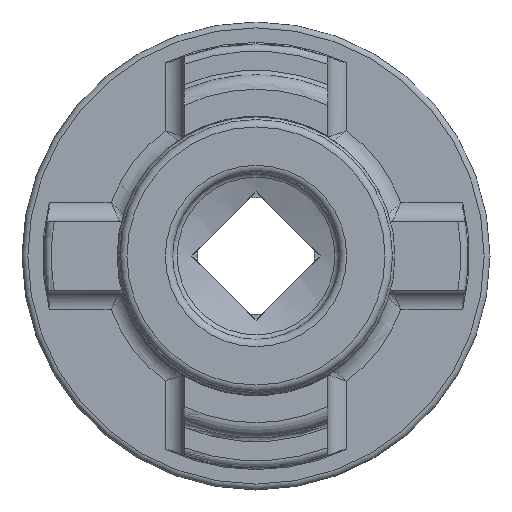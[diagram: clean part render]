
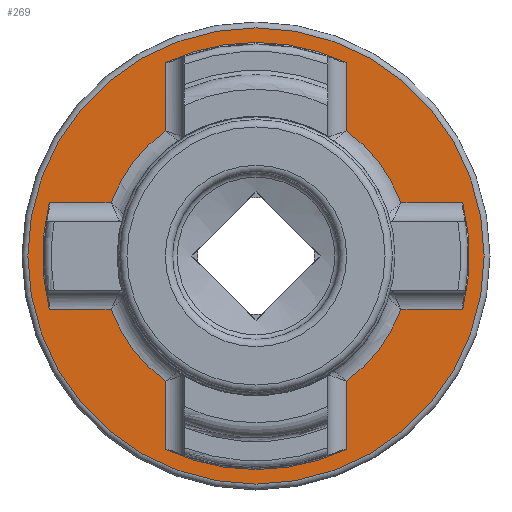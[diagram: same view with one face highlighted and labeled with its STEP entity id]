
A CAD part, left-side view. The second image highlights one B-rep face of the part: STEP entity #269.
In plain terms, the highlighted planar face has unit normal (-1, 0, 0).
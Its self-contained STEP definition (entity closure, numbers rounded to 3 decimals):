
#13 = CARTESIAN_POINT ( 'NONE',  ( 23.8, -6.2, -8.548 ) ) ;
#29 = AXIS2_PLACEMENT_3D ( 'NONE', #5015, #2557, #2970 ) ;
#60 = ORIENTED_EDGE ( 'NONE', *, *, #235, .T. ) ;
#150 = CIRCLE ( 'NONE', #2081, 10.56 ) ;
#186 = DIRECTION ( 'NONE',  ( 0., 1., 0. ) ) ;
#235 = EDGE_CURVE ( 'NONE', #3570, #552, #663, .T. ) ;
#258 = ORIENTED_EDGE ( 'NONE', *, *, #686, .T. ) ;
#264 = ORIENTED_EDGE ( 'NONE', *, *, #1645, .F. ) ;
#269 = ADVANCED_FACE ( 'NONE', ( #4700, #3182 ), #924, .F. ) ;
#356 = DIRECTION ( 'NONE',  ( 1., 0., 0. ) ) ;
#386 = CARTESIAN_POINT ( 'NONE',  ( 23.8, -14.136, 3.65 ) ) ;
#473 = VERTEX_POINT ( 'NONE', #2689 ) ;
#533 = VECTOR ( 'NONE', #2474, 1000. ) ;
#552 = VERTEX_POINT ( 'NONE', #1589 ) ;
#555 = VERTEX_POINT ( 'NONE', #3278 ) ;
#579 = EDGE_CURVE ( 'NONE', #1527, #2876, #2349, .T. ) ;
#610 = AXIS2_PLACEMENT_3D ( 'NONE', #1964, #796, #2398 ) ;
#618 = ORIENTED_EDGE ( 'NONE', *, *, #579, .T. ) ;
#663 = LINE ( 'NONE', #2071, #533 ) ;
#686 = EDGE_CURVE ( 'NONE', #3207, #1405, #150, .T. ) ;
#716 = AXIS2_PLACEMENT_3D ( 'NONE', #2267, #5115, #1894 ) ;
#722 = AXIS2_PLACEMENT_3D ( 'NONE', #1145, #3955, #1554 ) ;
#735 = VERTEX_POINT ( 'NONE', #3857 ) ;
#776 = LINE ( 'NONE', #4778, #2910 ) ;
#796 = DIRECTION ( 'NONE',  ( 1., 0., 0. ) ) ;
#898 = ORIENTED_EDGE ( 'NONE', *, *, #4397, .T. ) ;
#902 = LINE ( 'NONE', #4393, #1837 ) ;
#924 = PLANE ( 'NONE',  #29 ) ;
#946 = DIRECTION ( 'NONE',  ( -1., 0., 0. ) ) ;
#954 = EDGE_CURVE ( 'NONE', #4682, #2138, #902, .T. ) ;
#963 = CARTESIAN_POINT ( 'NONE',  ( 23.8, -8.957, -3.65 ) ) ;
#1002 = CARTESIAN_POINT ( 'NONE',  ( 23.8, 14.136, 3.65 ) ) ;
#1131 = CARTESIAN_POINT ( 'NONE',  ( 23.8, 0., 0. ) ) ;
#1136 = LINE ( 'NONE', #3321, #1648 ) ;
#1145 = CARTESIAN_POINT ( 'NONE',  ( 23.8, 0., 0. ) ) ;
#1219 = VERTEX_POINT ( 'NONE', #3959 ) ;
#1342 = AXIS2_PLACEMENT_3D ( 'NONE', #4090, #2526, #4917 ) ;
#1345 = CARTESIAN_POINT ( 'NONE',  ( 23.8, 6.2, -13.218 ) ) ;
#1405 = VERTEX_POINT ( 'NONE', #13 ) ;
#1454 = DIRECTION ( 'NONE',  ( 1., 0., 0. ) ) ;
#1527 = VERTEX_POINT ( 'NONE', #3692 ) ;
#1554 = DIRECTION ( 'NONE',  ( 0., 0., 1. ) ) ;
#1575 = CIRCLE ( 'NONE', #722, 14.6 ) ;
#1589 = CARTESIAN_POINT ( 'NONE',  ( 23.8, 6.2, -8.548 ) ) ;
#1639 = AXIS2_PLACEMENT_3D ( 'NONE', #1131, #4337, #1879 ) ;
#1645 = EDGE_CURVE ( 'NONE', #3570, #4326, #4908, .T. ) ;
#1648 = VECTOR ( 'NONE', #1733, 1000. ) ;
#1655 = ORIENTED_EDGE ( 'NONE', *, *, #3950, .F. ) ;
#1671 = CARTESIAN_POINT ( 'NONE',  ( 23.8, -6.2, 13.218 ) ) ;
#1733 = DIRECTION ( 'NONE',  ( 0., 0., -1. ) ) ;
#1795 = CARTESIAN_POINT ( 'NONE',  ( 23.8, 9.909, -3.65 ) ) ;
#1837 = VECTOR ( 'NONE', #5205, 1000. ) ;
#1871 = ORIENTED_EDGE ( 'NONE', *, *, #4006, .T. ) ;
#1879 = DIRECTION ( 'NONE',  ( 0., 0., 1. ) ) ;
#1894 = DIRECTION ( 'NONE',  ( 0., 0., 1. ) ) ;
#1939 = ORIENTED_EDGE ( 'NONE', *, *, #4209, .T. ) ;
#1959 = VERTEX_POINT ( 'NONE', #1795 ) ;
#1964 = CARTESIAN_POINT ( 'NONE',  ( 23.8, 0., 0. ) ) ;
#2071 = CARTESIAN_POINT ( 'NONE',  ( 23.8, 6.2, 0. ) ) ;
#2081 = AXIS2_PLACEMENT_3D ( 'NONE', #5071, #1454, #3465 ) ;
#2124 = DIRECTION ( 'NONE',  ( 0., 0., -1. ) ) ;
#2138 = VERTEX_POINT ( 'NONE', #3152 ) ;
#2196 = ORIENTED_EDGE ( 'NONE', *, *, #3002, .T. ) ;
#2212 = VECTOR ( 'NONE', #4498, 1000. ) ;
#2246 = AXIS2_PLACEMENT_3D ( 'NONE', #3576, #356, #3614 ) ;
#2262 = EDGE_LOOP ( 'NONE', ( #1655, #4421, #258, #4783, #264, #60, #2944, #2196, #4211, #4010, #2819, #618, #2459, #1871, #1939, #898 ) ) ;
#2267 = CARTESIAN_POINT ( 'NONE',  ( 23.8, 0., 0. ) ) ;
#2289 = DIRECTION ( 'NONE',  ( 0., 0., -1. ) ) ;
#2322 = EDGE_CURVE ( 'NONE', #2138, #1527, #4177, .T. ) ;
#2339 = AXIS2_PLACEMENT_3D ( 'NONE', #5013, #2982, #2289 ) ;
#2344 = CIRCLE ( 'NONE', #4990, 14.6 ) ;
#2349 = LINE ( 'NONE', #2453, #2212 ) ;
#2398 = DIRECTION ( 'NONE',  ( 0., 0., -1. ) ) ;
#2437 = VECTOR ( 'NONE', #4897, 1000. ) ;
#2453 = CARTESIAN_POINT ( 'NONE',  ( 23.8, 6.2, 0. ) ) ;
#2459 = ORIENTED_EDGE ( 'NONE', *, *, #2693, .F. ) ;
#2474 = DIRECTION ( 'NONE',  ( 0., 0., 1. ) ) ;
#2496 = LINE ( 'NONE', #4534, #2437 ) ;
#2526 = DIRECTION ( 'NONE',  ( -1., 0., 0. ) ) ;
#2557 = DIRECTION ( 'NONE',  ( 1., 0., 0. ) ) ;
#2567 = ORIENTED_EDGE ( 'NONE', *, *, #4057, .T. ) ;
#2620 = LINE ( 'NONE', #3337, #3143 ) ;
#2689 = CARTESIAN_POINT ( 'NONE',  ( 23.8, 0., 15.6 ) ) ;
#2693 = EDGE_CURVE ( 'NONE', #3260, #2876, #2344, .T. ) ;
#2722 = VECTOR ( 'NONE', #186, 1000. ) ;
#2802 = EDGE_CURVE ( 'NONE', #555, #3207, #4239, .T. ) ;
#2819 = ORIENTED_EDGE ( 'NONE', *, *, #2322, .T. ) ;
#2876 = VERTEX_POINT ( 'NONE', #4645 ) ;
#2910 = VECTOR ( 'NONE', #3602, 1000. ) ;
#2944 = ORIENTED_EDGE ( 'NONE', *, *, #4264, .T. ) ;
#2970 = DIRECTION ( 'NONE',  ( 0., 0., -1. ) ) ;
#2982 = DIRECTION ( 'NONE',  ( 1., 0., 0. ) ) ;
#3002 = EDGE_CURVE ( 'NONE', #1959, #1219, #776, .T. ) ;
#3143 = VECTOR ( 'NONE', #2124, 1000. ) ;
#3152 = CARTESIAN_POINT ( 'NONE',  ( 23.8, 9.909, 3.65 ) ) ;
#3182 = FACE_OUTER_BOUND ( 'NONE', #4136, .T. ) ;
#3207 = VERTEX_POINT ( 'NONE', #4544 ) ;
#3215 = EDGE_CURVE ( 'NONE', #4682, #1219, #3416, .T. ) ;
#3260 = VERTEX_POINT ( 'NONE', #1671 ) ;
#3278 = CARTESIAN_POINT ( 'NONE',  ( 23.8, -14.136, -3.65 ) ) ;
#3321 = CARTESIAN_POINT ( 'NONE',  ( 23.8, -6.2, 7.857 ) ) ;
#3337 = CARTESIAN_POINT ( 'NONE',  ( 23.8, -6.2, -13.753 ) ) ;
#3416 = CIRCLE ( 'NONE', #1342, 14.6 ) ;
#3465 = DIRECTION ( 'NONE',  ( 0., 0., -1. ) ) ;
#3570 = VERTEX_POINT ( 'NONE', #1345 ) ;
#3576 = CARTESIAN_POINT ( 'NONE',  ( 23.8, 0., 0. ) ) ;
#3593 = CARTESIAN_POINT ( 'NONE',  ( 23.8, -9.909, 3.65 ) ) ;
#3602 = DIRECTION ( 'NONE',  ( 0., 1., 0. ) ) ;
#3614 = DIRECTION ( 'NONE',  ( 0., 0., -1. ) ) ;
#3692 = CARTESIAN_POINT ( 'NONE',  ( 23.8, 6.2, 8.548 ) ) ;
#3857 = CARTESIAN_POINT ( 'NONE',  ( 23.8, -6.2, 8.548 ) ) ;
#3950 = EDGE_CURVE ( 'NONE', #555, #4024, #1575, .T. ) ;
#3955 = DIRECTION ( 'NONE',  ( -1., 0., 0. ) ) ;
#3959 = CARTESIAN_POINT ( 'NONE',  ( 23.8, 14.136, -3.65 ) ) ;
#3990 = EDGE_CURVE ( 'NONE', #1405, #4326, #2620, .T. ) ;
#4006 = EDGE_CURVE ( 'NONE', #3260, #735, #1136, .T. ) ;
#4010 = ORIENTED_EDGE ( 'NONE', *, *, #954, .T. ) ;
#4024 = VERTEX_POINT ( 'NONE', #386 ) ;
#4057 = EDGE_CURVE ( 'NONE', #473, #473, #5046, .T. ) ;
#4065 = CARTESIAN_POINT ( 'NONE',  ( 23.8, -6.2, -13.218 ) ) ;
#4090 = CARTESIAN_POINT ( 'NONE',  ( 23.8, 0., 0. ) ) ;
#4136 = EDGE_LOOP ( 'NONE', ( #2567 ) ) ;
#4177 = CIRCLE ( 'NONE', #2339, 10.56 ) ;
#4209 = EDGE_CURVE ( 'NONE', #735, #4270, #4598, .T. ) ;
#4211 = ORIENTED_EDGE ( 'NONE', *, *, #3215, .F. ) ;
#4239 = LINE ( 'NONE', #963, #2722 ) ;
#4264 = EDGE_CURVE ( 'NONE', #552, #1959, #4279, .T. ) ;
#4270 = VERTEX_POINT ( 'NONE', #3593 ) ;
#4279 = CIRCLE ( 'NONE', #610, 10.56 ) ;
#4326 = VERTEX_POINT ( 'NONE', #4065 ) ;
#4337 = DIRECTION ( 'NONE',  ( -1., 0., 0. ) ) ;
#4393 = CARTESIAN_POINT ( 'NONE',  ( 23.8, 14.6, 3.65 ) ) ;
#4397 = EDGE_CURVE ( 'NONE', #4270, #4024, #2496, .T. ) ;
#4421 = ORIENTED_EDGE ( 'NONE', *, *, #2802, .T. ) ;
#4498 = DIRECTION ( 'NONE',  ( 0., 0., 1. ) ) ;
#4534 = CARTESIAN_POINT ( 'NONE',  ( 23.8, -14.41, 3.65 ) ) ;
#4544 = CARTESIAN_POINT ( 'NONE',  ( 23.8, -9.909, -3.65 ) ) ;
#4565 = CARTESIAN_POINT ( 'NONE',  ( 23.8, 0., 0. ) ) ;
#4595 = DIRECTION ( 'NONE',  ( 0., 0., 1. ) ) ;
#4598 = CIRCLE ( 'NONE', #2246, 10.56 ) ;
#4645 = CARTESIAN_POINT ( 'NONE',  ( 23.8, 6.2, 13.218 ) ) ;
#4682 = VERTEX_POINT ( 'NONE', #1002 ) ;
#4700 = FACE_BOUND ( 'NONE', #2262, .T. ) ;
#4778 = CARTESIAN_POINT ( 'NONE',  ( 23.8, 14.6, -3.65 ) ) ;
#4783 = ORIENTED_EDGE ( 'NONE', *, *, #3990, .T. ) ;
#4897 = DIRECTION ( 'NONE',  ( 0., -1., 0. ) ) ;
#4908 = CIRCLE ( 'NONE', #716, 14.6 ) ;
#4917 = DIRECTION ( 'NONE',  ( 0., 0., 1. ) ) ;
#4990 = AXIS2_PLACEMENT_3D ( 'NONE', #4565, #946, #4595 ) ;
#5013 = CARTESIAN_POINT ( 'NONE',  ( 23.8, 0., 0. ) ) ;
#5015 = CARTESIAN_POINT ( 'NONE',  ( 23.8, 14.6, 0. ) ) ;
#5046 = CIRCLE ( 'NONE', #1639, 15.6 ) ;
#5071 = CARTESIAN_POINT ( 'NONE',  ( 23.8, 0., 0. ) ) ;
#5115 = DIRECTION ( 'NONE',  ( -1., 0., 0. ) ) ;
#5205 = DIRECTION ( 'NONE',  ( 0., -1., 0. ) ) ;
